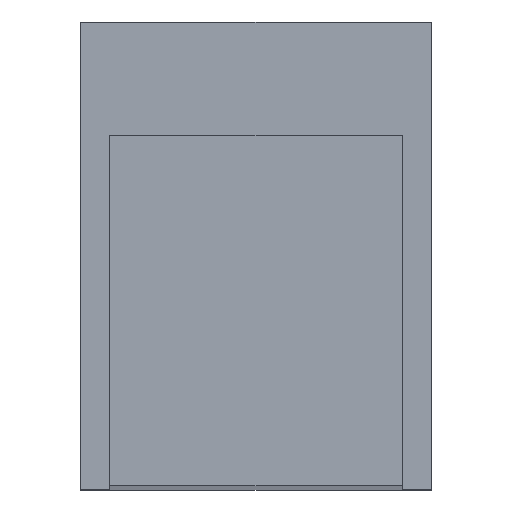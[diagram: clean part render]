
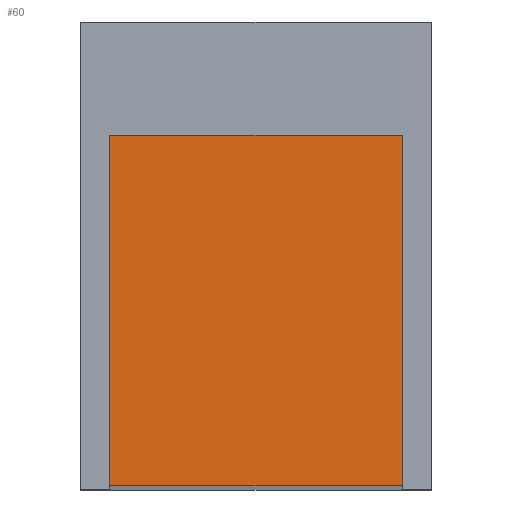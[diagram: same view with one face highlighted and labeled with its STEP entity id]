
A CAD part, top view. The second image highlights one B-rep face of the part: STEP entity #60.
In plain terms, the highlighted planar face has unit normal (0, 0, 1).
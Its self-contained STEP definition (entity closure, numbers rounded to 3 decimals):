
#60=ADVANCED_FACE('',(#92),#76,.T.);
#76=PLANE('',#363);
#92=FACE_OUTER_BOUND('',#108,.T.);
#108=EDGE_LOOP('',(#162,#163,#164,#165));
#162=ORIENTED_EDGE('',*,*,#234,.T.);
#163=ORIENTED_EDGE('',*,*,#235,.T.);
#164=ORIENTED_EDGE('',*,*,#236,.F.);
#165=ORIENTED_EDGE('',*,*,#237,.T.);
#202=VERTEX_POINT('',#503);
#203=VERTEX_POINT('',#504);
#204=VERTEX_POINT('',#506);
#205=VERTEX_POINT('',#508);
#234=EDGE_CURVE('',#202,#203,#270,.T.);
#235=EDGE_CURVE('',#203,#204,#271,.T.);
#236=EDGE_CURVE('',#205,#204,#272,.T.);
#237=EDGE_CURVE('',#205,#202,#273,.T.);
#270=LINE('',#502,#306);
#271=LINE('',#505,#307);
#272=LINE('',#507,#308);
#273=LINE('',#509,#309);
#306=VECTOR('',#421,1.);
#307=VECTOR('',#422,1.);
#308=VECTOR('',#423,1.);
#309=VECTOR('',#424,1.);
#363=AXIS2_PLACEMENT_3D('',#510,#425,#426);
#421=DIRECTION('',(1.,0.,0.));
#422=DIRECTION('',(0.,1.,0.));
#423=DIRECTION('',(1.,0.,0.));
#424=DIRECTION('',(0.,-1.,0.));
#425=DIRECTION('',(0.,0.,1.));
#426=DIRECTION('',(1.,0.,0.));
#502=CARTESIAN_POINT('',(-5.,-12.,58.));
#503=CARTESIAN_POINT('',(-5.,-12.,58.));
#504=CARTESIAN_POINT('',(5.,-12.,58.));
#505=CARTESIAN_POINT('',(5.,0.,58.));
#506=CARTESIAN_POINT('',(5.,0.,58.));
#507=CARTESIAN_POINT('',(-6.,0.,58.));
#508=CARTESIAN_POINT('',(-5.,0.,58.));
#509=CARTESIAN_POINT('',(-5.,0.,58.));
#510=CARTESIAN_POINT('',(-6.,0.,58.));
